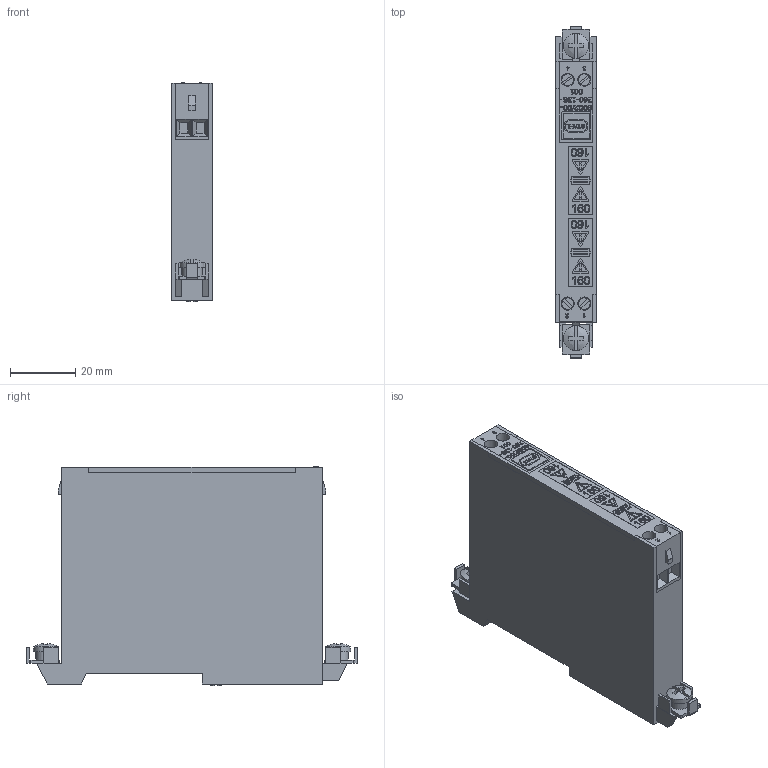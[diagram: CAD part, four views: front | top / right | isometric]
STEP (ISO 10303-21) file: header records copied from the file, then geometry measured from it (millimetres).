
FILE_DESCRIPTION(/* description */ (''),/* implementation_level */ '2;1');
FILE_NAME(/* name */ 'IS151-1B.stp',/* time_stamp */ '2019-11-15T12:53:05-05:00',/* author */ ('lcup'),/* organization */ (''),/* preprocessor_version */ 'ST-DEVELOPER v18',/* originating_system */ 'Autodesk Inventor 2020',/* authorisation */ '');
FILE_SCHEMA (('AUTOMOTIVE_DESIGN { 1 0 10303 214 3 1 1 }'));
Length unit declared in the file: inch
Products named in the file (2): IS151-1B; ISP10011
Assembly tree (1 placements, depth 2):
  IS151-1B
    ISP10011
Bounding box: 12.38 x 101.85 x 67.25 mm (x, y, z)
Volume: 65118.6 mm3; surface area: 15927.7 mm2
Topology: 1 solids, 1 shells, 932 faces, 2448 edges, 1627 vertices
Faces by surface type: plane 545, bspline 323, cylinder 64
Full cylindrical faces by diameter (mm): 0.508 x4, 3.556 x4, 4.064 x4, 6.35 x3, 7.62 x3
Entity records: 31878 total; most frequent: CARTESIAN_POINT 10332, ORIENTED_EDGE 4896, DIRECTION 3173, EDGE_CURVE 2448, VERTEX_POINT 1627, LINE 1619, VECTOR 1619, EDGE_LOOP 1043
